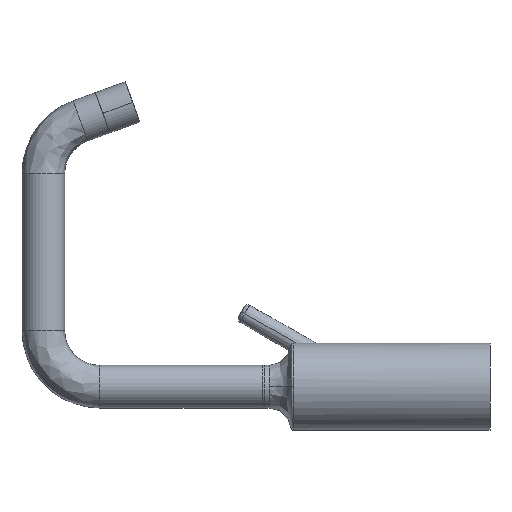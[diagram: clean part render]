
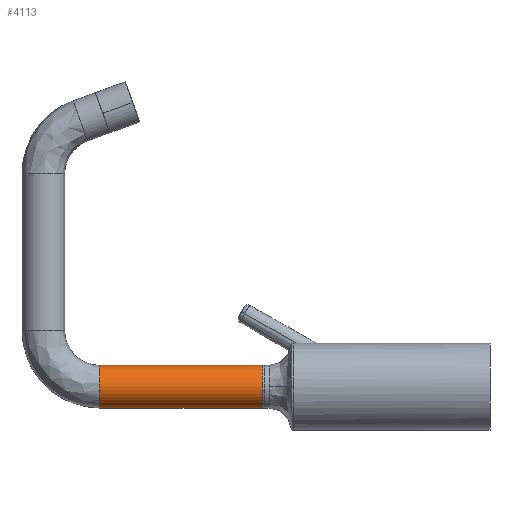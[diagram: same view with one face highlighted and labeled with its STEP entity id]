
A CAD part, left-side view. The second image highlights one B-rep face of the part: STEP entity #4113.
In plain terms, the highlighted cylindrical face has radius 11.4 mm (diameter 22.8 mm), a partial arc.
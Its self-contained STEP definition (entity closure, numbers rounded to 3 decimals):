
#88 = CARTESIAN_POINT ( 'NONE',  ( 0., 208.296, 0. ) ) ;
#591 = CARTESIAN_POINT ( 'NONE',  ( 0., 208.296, -11.4 ) ) ;
#681 = AXIS2_PLACEMENT_3D ( 'NONE', #88, #749, #2141 ) ;
#749 = DIRECTION ( 'NONE',  ( 0., -1., 0. ) ) ;
#944 = ORIENTED_EDGE ( 'NONE', *, *, #2355, .T. ) ;
#1217 = CYLINDRICAL_SURFACE ( 'NONE', #681, 11.4 ) ;
#1715 = CARTESIAN_POINT ( 'NONE',  ( 0., 120.37, 0. ) ) ;
#1725 = ORIENTED_EDGE ( 'NONE', *, *, #3696, .T. ) ;
#1759 = CIRCLE ( 'NONE', #7163, 11.4 ) ;
#1925 = CARTESIAN_POINT ( 'NONE',  ( 0., 208.296, -11.4 ) ) ;
#1973 = VECTOR ( 'NONE', #7654, 1000. ) ;
#2141 = DIRECTION ( 'NONE',  ( 0., 0., -1. ) ) ;
#2355 = EDGE_CURVE ( 'NONE', #3907, #5385, #1759, .T. ) ;
#2566 = EDGE_LOOP ( 'NONE', ( #4535, #2925, #1725, #944 ) ) ;
#2925 = ORIENTED_EDGE ( 'NONE', *, *, #7744, .T. ) ;
#2932 = CARTESIAN_POINT ( 'NONE',  ( 0., 208.296, 11.4 ) ) ;
#3025 = CARTESIAN_POINT ( 'NONE',  ( 0., 208.296, 0. ) ) ;
#3234 = CARTESIAN_POINT ( 'NONE',  ( 0., 208.296, 11.4 ) ) ;
#3274 = VECTOR ( 'NONE', #5343, 1000. ) ;
#3425 = EDGE_CURVE ( 'NONE', #5832, #5385, #5327, .T. ) ;
#3696 = EDGE_CURVE ( 'NONE', #3784, #3907, #5660, .T. ) ;
#3784 = VERTEX_POINT ( 'NONE', #591 ) ;
#3838 = DIRECTION ( 'NONE',  ( 0., 1., 0. ) ) ;
#3907 = VERTEX_POINT ( 'NONE', #6159 ) ;
#4113 = ADVANCED_FACE ( 'NONE', ( #8871 ), #1217, .T. ) ;
#4472 = DIRECTION ( 'NONE',  ( 0., 0., -1. ) ) ;
#4535 = ORIENTED_EDGE ( 'NONE', *, *, #3425, .F. ) ;
#5327 = LINE ( 'NONE', #3234, #3274 ) ;
#5343 = DIRECTION ( 'NONE',  ( 0., -1., 0. ) ) ;
#5385 = VERTEX_POINT ( 'NONE', #7259 ) ;
#5660 = LINE ( 'NONE', #1925, #1973 ) ;
#5832 = VERTEX_POINT ( 'NONE', #2932 ) ;
#6089 = AXIS2_PLACEMENT_3D ( 'NONE', #3025, #6512, #4472 ) ;
#6159 = CARTESIAN_POINT ( 'NONE',  ( 0., 120.37, -11.4 ) ) ;
#6512 = DIRECTION ( 'NONE',  ( 0., -1., 0. ) ) ;
#7163 = AXIS2_PLACEMENT_3D ( 'NONE', #1715, #3838, #8658 ) ;
#7259 = CARTESIAN_POINT ( 'NONE',  ( 0., 120.37, 11.4 ) ) ;
#7654 = DIRECTION ( 'NONE',  ( 0., -1., 0. ) ) ;
#7744 = EDGE_CURVE ( 'NONE', #5832, #3784, #8941, .T. ) ;
#8658 = DIRECTION ( 'NONE',  ( 0., 0., -1. ) ) ;
#8871 = FACE_OUTER_BOUND ( 'NONE', #2566, .T. ) ;
#8941 = CIRCLE ( 'NONE', #6089, 11.4 ) ;
